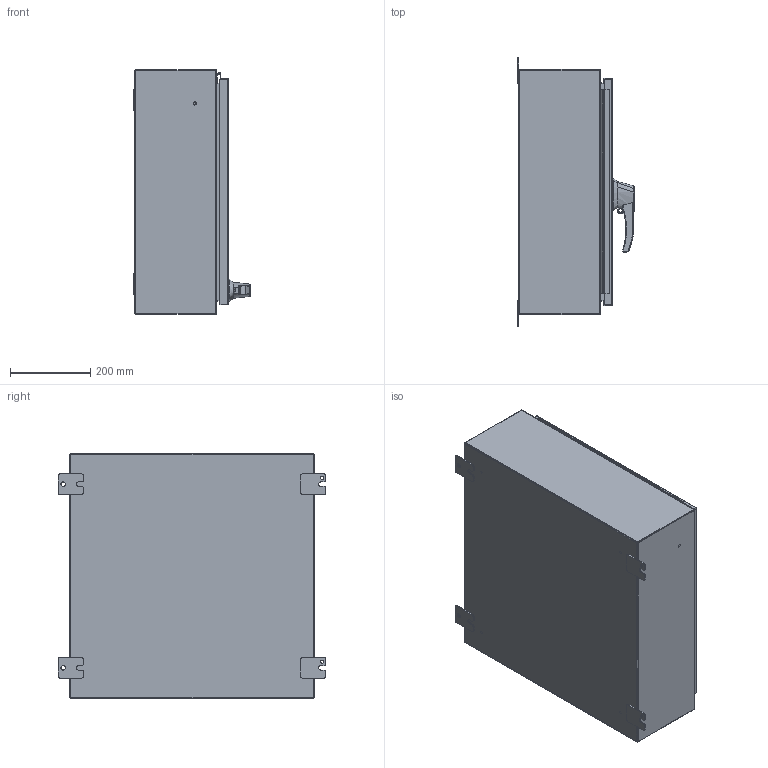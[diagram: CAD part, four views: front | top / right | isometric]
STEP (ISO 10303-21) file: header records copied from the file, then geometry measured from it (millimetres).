
FILE_DESCRIPTION (( 'STEP AP214' ), '1' );
FILE_NAME ('HW24248S16HK.STEP', '2019-08-22T14:33:44', ( '' ), ( '' ), 'SwSTEP 2.0', 'SolidWorks 2018', '' );
FILE_SCHEMA (( 'AUTOMOTIVE_DESIGN' ));
Length unit declared in the file: inch
Products named in the file (1): HW24248S16HK
Bounding box: 290.83 x 666.75 x 609.6 mm (x, y, z)
Volume: 3047929.8 mm3; surface area: 3077105.2 mm2
Topology: 42 solids, 43 shells, 1420 faces, 3561 edges, 2256 vertices
Faces by surface type: plane 688, cylinder 580, bspline 111, cone 41
Entity records: 101018 total; most frequent: CARTESIAN_POINT 48695, ORIENTED_EDGE 7106, DIRECTION 6604, EDGE_CURVE 3553, AXIS2_PLACEMENT_3D 2286, VERTEX_POINT 2256, VECTOR 2032, LINE 2032
